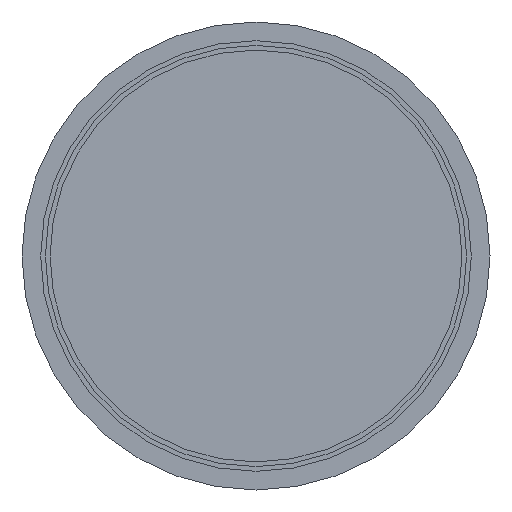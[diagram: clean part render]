
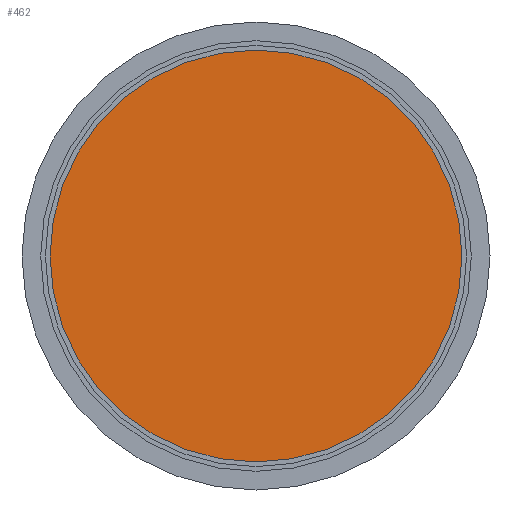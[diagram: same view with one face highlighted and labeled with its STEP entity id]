
A CAD part, front view. The second image highlights one B-rep face of the part: STEP entity #462.
In plain terms, the highlighted planar face has unit normal (0, -1, 0).
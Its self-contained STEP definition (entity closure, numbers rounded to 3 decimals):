
#67=PLANE('',#569);
#100=FACE_OUTER_BOUND('',#148,.T.);
#148=EDGE_LOOP('',(#402));
#220=CIRCLE('',#567,22.);
#254=VERTEX_POINT('',#857);
#304=EDGE_CURVE('',#254,#254,#220,.T.);
#402=ORIENTED_EDGE('',*,*,#304,.F.);
#462=ADVANCED_FACE('',(#100),#67,.F.);
#567=AXIS2_PLACEMENT_3D('',#859,#721,#722);
#569=AXIS2_PLACEMENT_3D('',#861,#725,#726);
#721=DIRECTION('center_axis',(0.,1.,0.));
#722=DIRECTION('ref_axis',(1.,0.,0.));
#725=DIRECTION('center_axis',(0.,1.,0.));
#726=DIRECTION('ref_axis',(1.,0.,0.));
#857=CARTESIAN_POINT('',(-22.,0.,0.));
#859=CARTESIAN_POINT('Origin',(0.,0.,0.));
#861=CARTESIAN_POINT('Origin',(0.,0.,0.));
